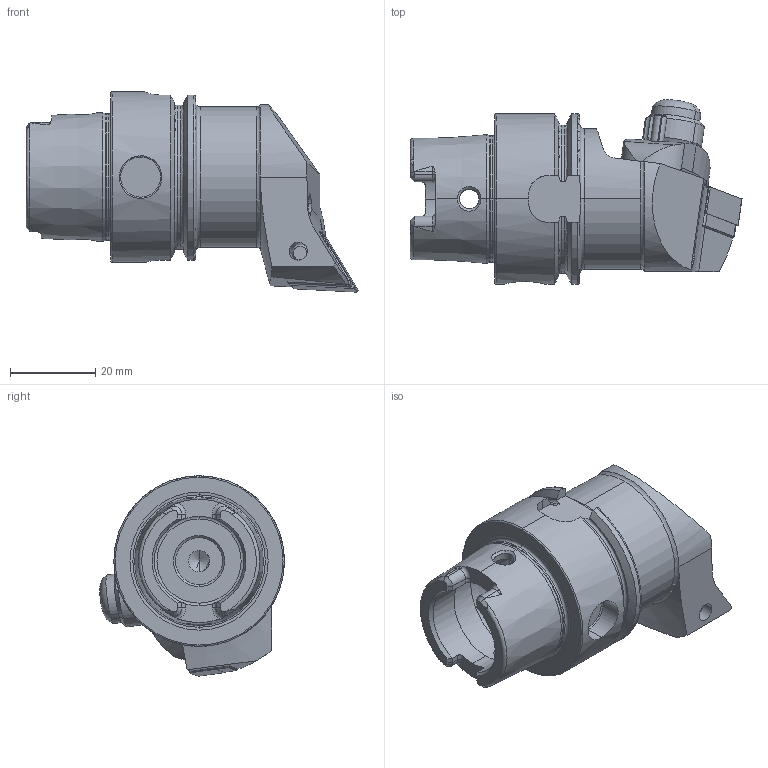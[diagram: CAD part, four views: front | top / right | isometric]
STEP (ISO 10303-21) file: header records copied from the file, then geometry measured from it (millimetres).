
FILE_DESCRIPTION (( 'STEP AP214' ), '1' );
FILE_NAME ('HA4.KDF.RJA.055.STEP', '2021-11-22T12:03:39', ( '' ), ( '' ), 'SwSTEP 2.0', 'SolidWorks 2017', '' );
FILE_SCHEMA (( 'AUTOMOTIVE_DESIGN' ));
Length unit declared in the file: millimetre
Products named in the file (11): HA4-KDF.RJA.055_B_Fertigbearbeitung; HA4.KDF.RJA.055; WCC-ER5.102.012_B; WCC-ER5.102.005_A; ISO 13337 - 3 x 12_Spring Pin ISO 13337 - 3 x 16 - St; WDF-ER2.101.003_A; WCC-ER4.103.032_A; WCC-ER2.001.010_A; KVT_MB_600_050; DNMG150604; WCC-ER3.102.024_C
Assembly tree (10 placements, depth 2):
  HA4.KDF.RJA.055
    HA4-KDF.RJA.055_B_Fertigbearbeitung
    WDF-ER2.101.003_A
    WCC-ER2.001.010_A
    DNMG150604
    WCC-ER3.102.024_C
    WCC-ER5.102.005_A
    WCC-ER4.103.032_A
    WCC-ER5.102.012_B
    KVT_MB_600_050
    ISO 13337 - 3 x 12_Spring Pin ISO 13337 - 3 x 16 - St
Bounding box: 77.9 x 43.31 x 47 mm (x, y, z)
Volume: 47999.4 mm3; surface area: 19188.5 mm2
Topology: 11 solids, 11 shells, 467 faces, 1177 edges, 720 vertices
Faces by surface type: cylinder 154, plane 125, cone 106, torus 63, bspline 17, sphere 2
Entity records: 16816 total; most frequent: CARTESIAN_POINT 5142, ORIENTED_EDGE 2320, DIRECTION 2271, EDGE_CURVE 1160, AXIS2_PLACEMENT_3D 913, VERTEX_POINT 717, EDGE_LOOP 495, FACE_OUTER_BOUND 467
